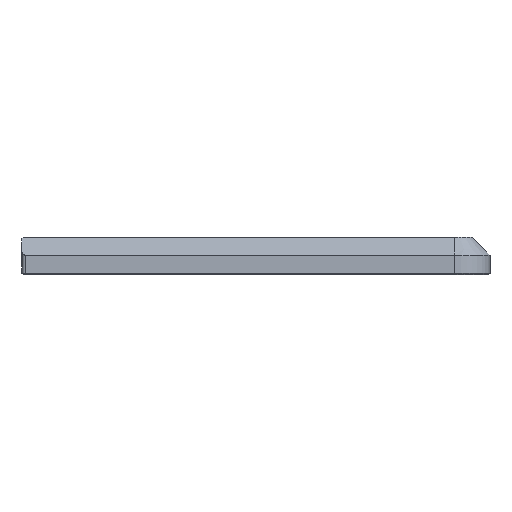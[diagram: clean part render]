
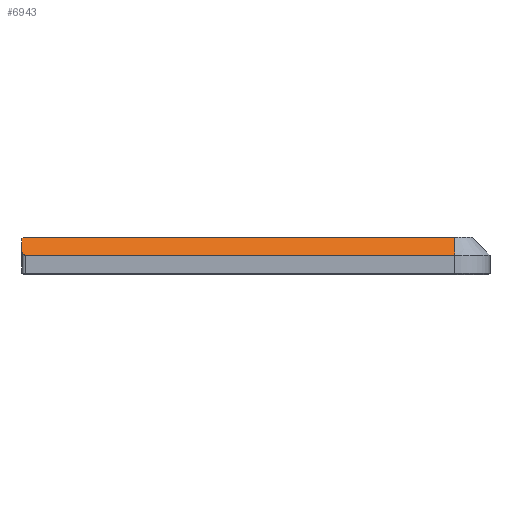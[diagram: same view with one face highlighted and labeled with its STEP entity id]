
A CAD part, left-side view. The second image highlights one B-rep face of the part: STEP entity #6943.
In plain terms, the highlighted planar face has unit normal (-0.707, 0, 0.707).
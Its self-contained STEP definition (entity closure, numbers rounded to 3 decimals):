
#15=ELLIPSE('',#7409,1.414,1.);
#920=FACE_OUTER_BOUND('',#1350,.T.);
#1350=EDGE_LOOP('',(#5770,#5771,#5772,#5773,#5774,#5775));
#1632=LINE('',#9508,#2243);
#1933=LINE('',#12225,#2544);
#1936=LINE('',#12231,#2547);
#1937=LINE('',#12235,#2548);
#1938=LINE('',#12236,#2549);
#2243=VECTOR('',#7875,10.);
#2544=VECTOR('',#8540,10.);
#2547=VECTOR('',#8545,10.);
#2548=VECTOR('',#8548,10.);
#2549=VECTOR('',#8549,10.);
#2847=VERTEX_POINT('',#9504);
#2849=VERTEX_POINT('',#9507);
#3371=VERTEX_POINT('',#12224);
#3373=VERTEX_POINT('',#12230);
#3374=VERTEX_POINT('',#12232);
#3375=VERTEX_POINT('',#12234);
#3569=EDGE_CURVE('',#2849,#2847,#1632,.T.);
#4229=EDGE_CURVE('',#3371,#2847,#1933,.T.);
#4232=EDGE_CURVE('',#3371,#3373,#1936,.T.);
#4233=EDGE_CURVE('',#3374,#3373,#15,.T.);
#4234=EDGE_CURVE('',#3374,#3375,#1937,.T.);
#4235=EDGE_CURVE('',#3375,#2849,#1938,.T.);
#5770=ORIENTED_EDGE('',*,*,#4229,.F.);
#5771=ORIENTED_EDGE('',*,*,#4232,.T.);
#5772=ORIENTED_EDGE('',*,*,#4233,.F.);
#5773=ORIENTED_EDGE('',*,*,#4234,.T.);
#5774=ORIENTED_EDGE('',*,*,#4235,.T.);
#5775=ORIENTED_EDGE('',*,*,#3569,.T.);
#6668=PLANE('',#7408);
#6943=ADVANCED_FACE('',(#920),#6668,.T.);
#7408=AXIS2_PLACEMENT_3D('',#12229,#8543,#8544);
#7409=AXIS2_PLACEMENT_3D('',#12233,#8546,#8547);
#7875=DIRECTION('',(0.,1.,0.));
#8540=DIRECTION('',(0.577,-0.577,0.577));
#8543=DIRECTION('center_axis',(-0.707,0.,0.707));
#8544=DIRECTION('ref_axis',(0.707,0.,0.707));
#8545=DIRECTION('',(-0.707,0.,-0.707));
#8546=DIRECTION('center_axis',(0.707,0.,-0.707));
#8547=DIRECTION('ref_axis',(-0.707,0.,-0.707));
#8548=DIRECTION('',(0.,-1.,0.));
#8549=DIRECTION('',(0.707,0.,0.707));
#9504=CARTESIAN_POINT('',(-0.525,141.615,9.));
#9507=CARTESIAN_POINT('',(-0.525,19.765,9.));
#9508=CARTESIAN_POINT('',(-0.525,108.952,9.));
#12224=CARTESIAN_POINT('',(-0.925,142.015,8.6));
#12225=CARTESIAN_POINT('',(49.268,91.822,58.793));
#12229=CARTESIAN_POINT('Origin',(-3.025,108.952,6.5));
#12230=CARTESIAN_POINT('',(-4.525,142.015,5.));
#12231=CARTESIAN_POINT('',(87.391,142.015,96.916));
#12232=CARTESIAN_POINT('',(-5.525,141.015,4.));
#12233=CARTESIAN_POINT('Origin',(-4.525,141.015,5.));
#12234=CARTESIAN_POINT('',(-5.525,19.765,4.));
#12235=CARTESIAN_POINT('',(-5.525,108.952,4.));
#12236=CARTESIAN_POINT('',(-5.525,19.765,4.));
